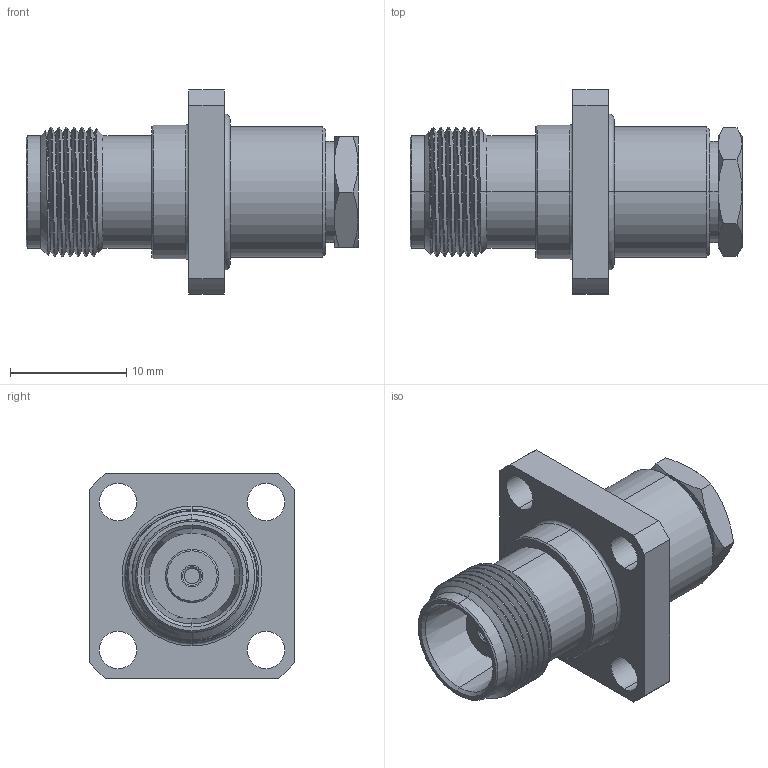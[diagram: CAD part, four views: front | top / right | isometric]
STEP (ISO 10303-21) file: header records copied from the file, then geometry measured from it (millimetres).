
FILE_DESCRIPTION (( 'STEP AP203' ), '1' );
FILE_NAME ('PE44901.step', '2019-02-19T23:41:39', ( '' ), ( '' ), 'SwSTEP 2.0', 'SolidWorks 2017', '' );
FILE_SCHEMA (( 'CONFIG_CONTROL_DESIGN' ));
Length unit declared in the file: inch
Products named in the file (1): PE44901
Bounding box: 28.5 x 17.53 x 17.53 mm (x, y, z)
Volume: 2532.8 mm3; surface area: 2472.9 mm2
Topology: 2 solids, 2 shells, 144 faces, 346 edges, 216 vertices
Faces by surface type: cylinder 53, plane 48, cone 34, torus 6, bspline 3
Entity records: 5649 total; most frequent: CARTESIAN_POINT 2311, ORIENTED_EDGE 692, DIRECTION 676, EDGE_CURVE 346, AXIS2_PLACEMENT_3D 276, VERTEX_POINT 216, EDGE_LOOP 164, ADVANCED_FACE 144
